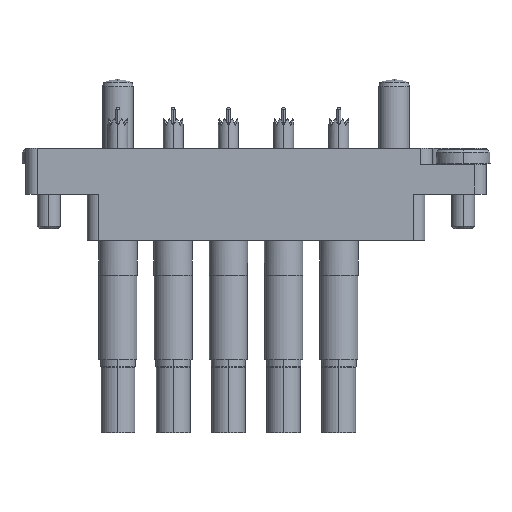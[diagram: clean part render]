
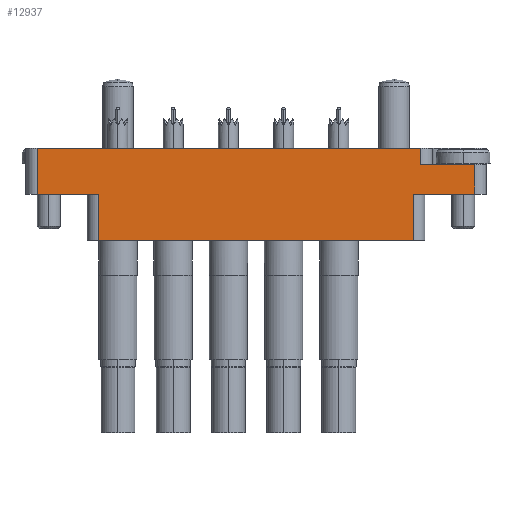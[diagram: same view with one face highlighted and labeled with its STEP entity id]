
A CAD part, left-side view. The second image highlights one B-rep face of the part: STEP entity #12937.
In plain terms, the highlighted face is planar.
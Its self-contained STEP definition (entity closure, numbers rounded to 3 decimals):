
#251 = ORIENTED_EDGE ( 'NONE', *, *, #8428, .T. ) ;
#505 = CARTESIAN_POINT ( 'NONE',  ( 30., 0., 14.35 ) ) ;
#598 = CARTESIAN_POINT ( 'NONE',  ( 30., 3.9, 14.35 ) ) ;
#725 = LINE ( 'NONE', #25073, #9815 ) ;
#966 = ORIENTED_EDGE ( 'NONE', *, *, #18369, .T. ) ;
#1137 = EDGE_LOOP ( 'NONE', ( #18681, #251, #7519, #25901, #17020, #16186, #13896, #966, #8454, #25121 ) ) ;
#1591 = CARTESIAN_POINT ( 'NONE',  ( -20.5, -6., 14.35 ) ) ;
#1807 = EDGE_CURVE ( 'NONE', #21186, #14178, #13611, .T. ) ;
#3448 = VECTOR ( 'NONE', #4833, 1000. ) ;
#3634 = CARTESIAN_POINT ( 'NONE',  ( -22., -6., 14.35 ) ) ;
#3826 = VERTEX_POINT ( 'NONE', #19129 ) ;
#4833 = DIRECTION ( 'NONE',  ( 1., 0., 0. ) ) ;
#4923 = CARTESIAN_POINT ( 'NONE',  ( -20.5, 0., 14.35 ) ) ;
#5144 = LINE ( 'NONE', #6758, #16899 ) ;
#5764 = EDGE_CURVE ( 'NONE', #7228, #16157, #17729, .T. ) ;
#5818 = VECTOR ( 'NONE', #14997, 1000. ) ;
#5848 = DIRECTION ( 'NONE',  ( 0., 0., -1. ) ) ;
#6112 = DIRECTION ( 'NONE',  ( -1., 0., 0. ) ) ;
#6172 = CARTESIAN_POINT ( 'NONE',  ( 21.5, 6., 14.35 ) ) ;
#6274 = EDGE_CURVE ( 'NONE', #21186, #9924, #12454, .T. ) ;
#6699 = CARTESIAN_POINT ( 'NONE',  ( -28.5, 0., 14.35 ) ) ;
#6758 = CARTESIAN_POINT ( 'NONE',  ( 28.5, 3.9, 14.35 ) ) ;
#6828 = DIRECTION ( 'NONE',  ( 0., -1., 0. ) ) ;
#7228 = VERTEX_POINT ( 'NONE', #22142 ) ;
#7449 = VERTEX_POINT ( 'NONE', #22801 ) ;
#7498 = DIRECTION ( 'NONE',  ( 0., -1., 0. ) ) ;
#7519 = ORIENTED_EDGE ( 'NONE', *, *, #5764, .F. ) ;
#7848 = PLANE ( 'NONE',  #18893 ) ;
#8293 = VERTEX_POINT ( 'NONE', #6172 ) ;
#8428 = EDGE_CURVE ( 'NONE', #3826, #16157, #725, .T. ) ;
#8454 = ORIENTED_EDGE ( 'NONE', *, *, #6274, .F. ) ;
#8520 = EDGE_CURVE ( 'NONE', #22297, #7449, #23073, .T. ) ;
#8697 = LINE ( 'NONE', #6699, #14605 ) ;
#8834 = DIRECTION ( 'NONE',  ( 0., 1., 0. ) ) ;
#9245 = DIRECTION ( 'NONE',  ( -1., 0., 0. ) ) ;
#9815 = VECTOR ( 'NONE', #8834, 1000. ) ;
#9924 = VERTEX_POINT ( 'NONE', #19379 ) ;
#9970 = VECTOR ( 'NONE', #7498, 1000. ) ;
#11221 = DIRECTION ( 'NONE',  ( 1., 0., 0. ) ) ;
#11375 = VECTOR ( 'NONE', #21760, 1000. ) ;
#12227 = DIRECTION ( 'NONE',  ( -1., 0., 0. ) ) ;
#12454 = LINE ( 'NONE', #505, #5818 ) ;
#12937 = ADVANCED_FACE ( 'NONE', ( #16115 ), #7848, .F. ) ;
#12949 = LINE ( 'NONE', #21358, #14643 ) ;
#13355 = CARTESIAN_POINT ( 'NONE',  ( -20.5, 0., 14.35 ) ) ;
#13611 = LINE ( 'NONE', #13355, #9970 ) ;
#13625 = CARTESIAN_POINT ( 'NONE',  ( 21.5, 0., 14.35 ) ) ;
#13896 = ORIENTED_EDGE ( 'NONE', *, *, #19583, .F. ) ;
#14178 = VERTEX_POINT ( 'NONE', #1591 ) ;
#14605 = VECTOR ( 'NONE', #6828, 1000. ) ;
#14643 = VECTOR ( 'NONE', #11221, 1000. ) ;
#14808 = VERTEX_POINT ( 'NONE', #17137 ) ;
#14997 = DIRECTION ( 'NONE',  ( -1., 0., 0. ) ) ;
#15840 = CARTESIAN_POINT ( 'NONE',  ( 30., 0., 14.35 ) ) ;
#16115 = FACE_OUTER_BOUND ( 'NONE', #1137, .T. ) ;
#16157 = VERTEX_POINT ( 'NONE', #17758 ) ;
#16186 = ORIENTED_EDGE ( 'NONE', *, *, #22207, .T. ) ;
#16273 = VECTOR ( 'NONE', #6112, 1000. ) ;
#16387 = CARTESIAN_POINT ( 'NONE',  ( -30., 0., 14.35 ) ) ;
#16899 = VECTOR ( 'NONE', #19024, 1000. ) ;
#17020 = ORIENTED_EDGE ( 'NONE', *, *, #8520, .F. ) ;
#17137 = CARTESIAN_POINT ( 'NONE',  ( -28.5, 6., 14.35 ) ) ;
#17350 = VECTOR ( 'NONE', #9245, 1000. ) ;
#17729 = LINE ( 'NONE', #15840, #16273 ) ;
#17758 = CARTESIAN_POINT ( 'NONE',  ( 20.5, 0., 14.35 ) ) ;
#18369 = EDGE_CURVE ( 'NONE', #14808, #9924, #8697, .T. ) ;
#18681 = ORIENTED_EDGE ( 'NONE', *, *, #22172, .F. ) ;
#18893 = AXIS2_PLACEMENT_3D ( 'NONE', #16387, #5848, #12227 ) ;
#19024 = DIRECTION ( 'NONE',  ( 0., 1., 0. ) ) ;
#19129 = CARTESIAN_POINT ( 'NONE',  ( 20.5, -6., 14.35 ) ) ;
#19379 = CARTESIAN_POINT ( 'NONE',  ( -28.5, 0., 14.35 ) ) ;
#19390 = LINE ( 'NONE', #3634, #17350 ) ;
#19583 = EDGE_CURVE ( 'NONE', #14808, #8293, #12949, .T. ) ;
#21186 = VERTEX_POINT ( 'NONE', #4923 ) ;
#21358 = CARTESIAN_POINT ( 'NONE',  ( -30., 6., 14.35 ) ) ;
#21681 = EDGE_CURVE ( 'NONE', #7228, #7449, #5144, .T. ) ;
#21760 = DIRECTION ( 'NONE',  ( 0., 1., 0. ) ) ;
#22014 = CARTESIAN_POINT ( 'NONE',  ( 21.5, 3.9, 14.35 ) ) ;
#22142 = CARTESIAN_POINT ( 'NONE',  ( 28.5, 0., 14.35 ) ) ;
#22172 = EDGE_CURVE ( 'NONE', #3826, #14178, #19390, .T. ) ;
#22207 = EDGE_CURVE ( 'NONE', #22297, #8293, #25616, .T. ) ;
#22297 = VERTEX_POINT ( 'NONE', #22014 ) ;
#22801 = CARTESIAN_POINT ( 'NONE',  ( 28.5, 3.9, 14.35 ) ) ;
#23073 = LINE ( 'NONE', #598, #3448 ) ;
#25073 = CARTESIAN_POINT ( 'NONE',  ( 20.5, 0., 14.35 ) ) ;
#25121 = ORIENTED_EDGE ( 'NONE', *, *, #1807, .T. ) ;
#25616 = LINE ( 'NONE', #13625, #11375 ) ;
#25901 = ORIENTED_EDGE ( 'NONE', *, *, #21681, .T. ) ;
